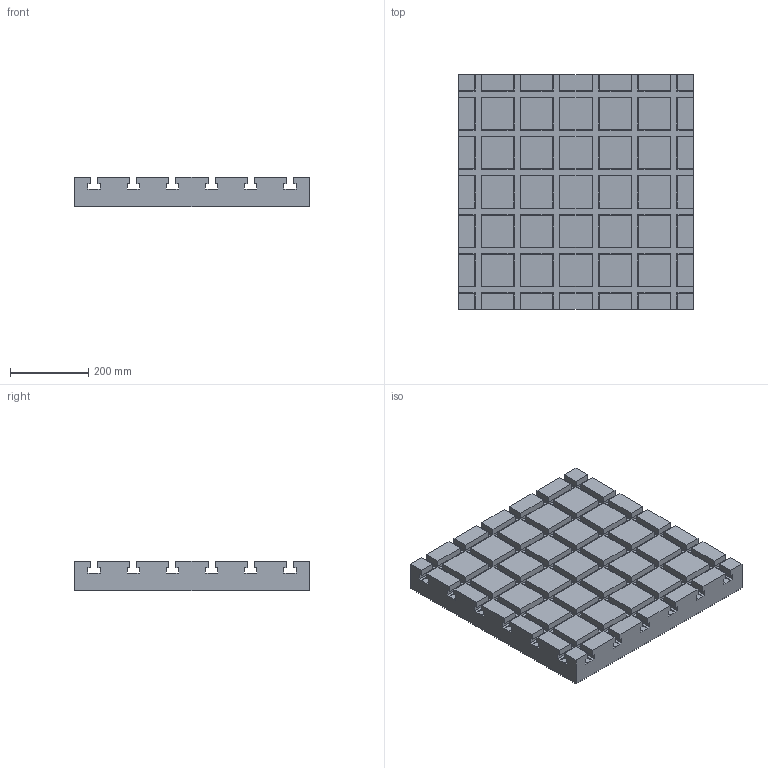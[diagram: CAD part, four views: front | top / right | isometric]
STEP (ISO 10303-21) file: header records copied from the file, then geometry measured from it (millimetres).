
FILE_DESCRIPTION( ( 'Unknown' ), '1' );
FILE_NAME( 'BP03-75600-0600-18.stp', 'Unknown', ( 'S.C.H' ), ( 'Unknown' ), 'XStep 1.0', 'Unknown', ' ' );
FILE_SCHEMA( ( 'CONFIG_CONTROL_DESIGN' ) );
Length unit declared in the file: millimetre
Products named in the file (1): 1
Bounding box: 600 x 600 x 75 mm (x, y, z)
Volume: 22291536 mm3; surface area: 1364094.7 mm2
Topology: 1 solids, 1 shells, 657 faces, 1740 edges, 1160 vertices
Faces by surface type: plane 657
Entity records: 19958 total; most frequent: CARTESIAN_POINT 3558, ORIENTED_EDGE 3480, DIRECTION 3056, EDGE_CURVE 1740, LINE 1740, VECTOR 1740, VERTEX_POINT 1160, EDGE_LOOP 732
